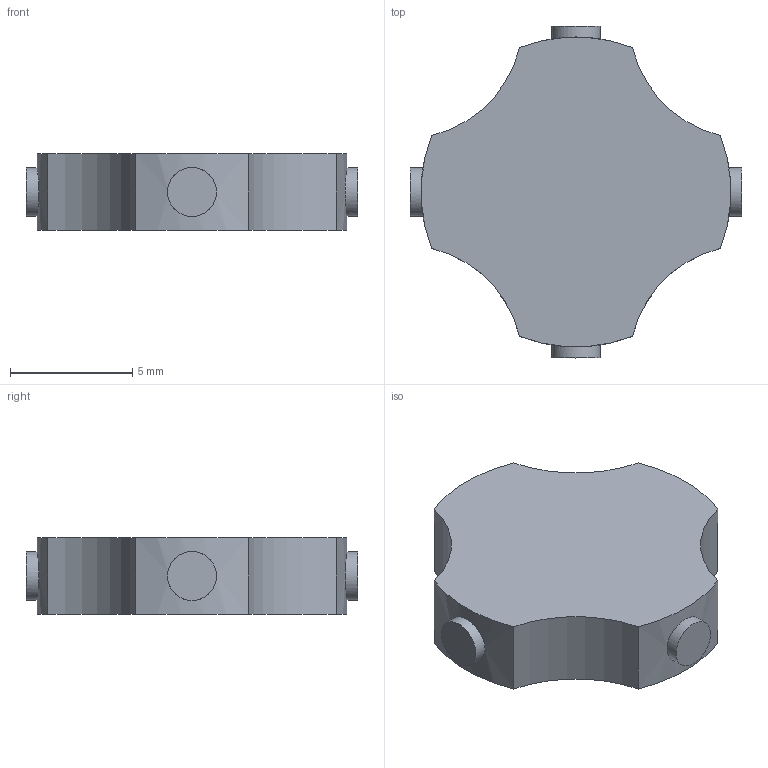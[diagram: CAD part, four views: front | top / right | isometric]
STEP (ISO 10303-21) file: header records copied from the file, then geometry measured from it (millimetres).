
FILE_DESCRIPTION(('FreeCAD Model'),'2;1');
FILE_NAME('Open CASCADE Shape Model','2024-10-26T14:19:36',(''),(''), 'Open CASCADE STEP processor 7.7','FreeCAD','Unknown');
FILE_SCHEMA(('AUTOMOTIVE_DESIGN { 1 0 10303 214 1 1 1 1 }'));
Length unit declared in the file: millimetre
Products named in the file (1): STEMFIE Construction Standard - Template - Power Transmission Hub - 
Female BU01x00.25 - SCS-TPL-0013 (stemfie.org)
Bounding box: 13.6 x 13.6 x 3.12 mm (x, y, z)
Volume: 348 mm3; surface area: 357.3 mm2
Topology: 1 solids, 1 shells, 18 faces, 38 edges, 26 vertices
Faces by surface type: cylinder 12, plane 6
Full cylindrical faces by diameter (mm): 2 x4
Entity records: 715 total; most frequent: CARTESIAN_POINT 290, DIRECTION 90, ORIENTED_EDGE 76, AXIS2_PLACEMENT_3D 39, EDGE_CURVE 38, VERTEX_POINT 26, FACE_BOUND 22, EDGE_LOOP 22
